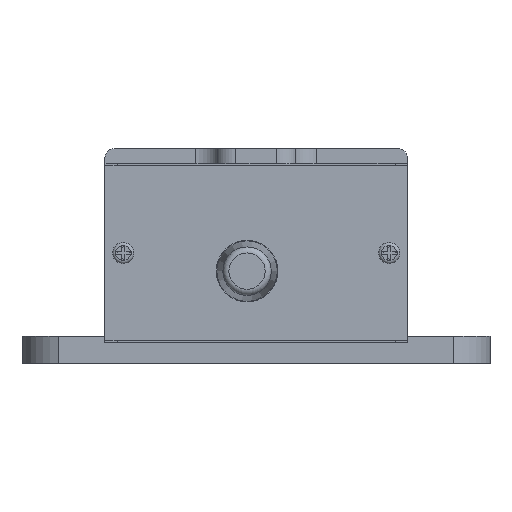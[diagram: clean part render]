
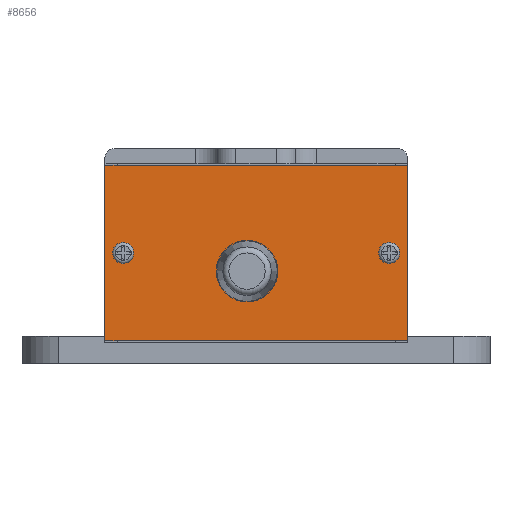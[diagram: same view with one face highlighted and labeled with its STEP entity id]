
A CAD part, front view. The second image highlights one B-rep face of the part: STEP entity #8656.
In plain terms, the highlighted planar face has unit normal (0, -1, 0).
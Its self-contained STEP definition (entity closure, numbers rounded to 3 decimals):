
#454=FACE_BOUND('',#1310,.T.);
#455=FACE_BOUND('',#1311,.T.);
#456=FACE_BOUND('',#1312,.T.);
#534=PLANE('',#9333);
#815=FACE_OUTER_BOUND('',#1309,.T.);
#1309=EDGE_LOOP('',(#5926,#5927,#5928,#5929));
#1310=EDGE_LOOP('',(#5930));
#1311=EDGE_LOOP('',(#5931));
#1312=EDGE_LOOP('',(#5932));
#1904=LINE('',#12729,#2625);
#1908=LINE('',#12737,#2629);
#1913=LINE('',#12749,#2634);
#1914=LINE('',#12750,#2635);
#2625=VECTOR('',#10255,10.);
#2629=VECTOR('',#10261,10.);
#2634=VECTOR('',#10272,10.);
#2635=VECTOR('',#10273,10.);
#3313=CIRCLE('',#9334,3.25);
#3314=CIRCLE('',#9335,1.);
#3315=CIRCLE('',#9336,1.);
#3703=VERTEX_POINT('',#12726);
#3704=VERTEX_POINT('',#12728);
#3707=VERTEX_POINT('',#12736);
#3711=VERTEX_POINT('',#12748);
#3712=VERTEX_POINT('',#12751);
#3713=VERTEX_POINT('',#12753);
#3714=VERTEX_POINT('',#12755);
#4584=EDGE_CURVE('',#3703,#3704,#1904,.T.);
#4588=EDGE_CURVE('',#3707,#3703,#1908,.T.);
#4594=EDGE_CURVE('',#3704,#3711,#1913,.T.);
#4595=EDGE_CURVE('',#3711,#3707,#1914,.T.);
#4596=EDGE_CURVE('',#3712,#3712,#3313,.T.);
#4597=EDGE_CURVE('',#3713,#3713,#3314,.T.);
#4598=EDGE_CURVE('',#3714,#3714,#3315,.T.);
#5926=ORIENTED_EDGE('',*,*,#4594,.F.);
#5927=ORIENTED_EDGE('',*,*,#4584,.F.);
#5928=ORIENTED_EDGE('',*,*,#4588,.F.);
#5929=ORIENTED_EDGE('',*,*,#4595,.F.);
#5930=ORIENTED_EDGE('',*,*,#4596,.T.);
#5931=ORIENTED_EDGE('',*,*,#4597,.T.);
#5932=ORIENTED_EDGE('',*,*,#4598,.T.);
#8656=ADVANCED_FACE('',(#815,#454,#455,#456),#534,.T.);
#9333=AXIS2_PLACEMENT_3D('',#12747,#10270,#10271);
#9334=AXIS2_PLACEMENT_3D('',#12752,#10274,#10275);
#9335=AXIS2_PLACEMENT_3D('',#12754,#10276,#10277);
#9336=AXIS2_PLACEMENT_3D('',#12756,#10278,#10279);
#10255=DIRECTION('',(-1.,0.,0.));
#10261=DIRECTION('',(0.,0.,-1.));
#10270=DIRECTION('center_axis',(0.,-1.,0.));
#10271=DIRECTION('ref_axis',(0.,0.,-1.));
#10272=DIRECTION('',(0.,0.,1.));
#10273=DIRECTION('',(1.,0.,0.));
#10274=DIRECTION('center_axis',(0.,1.,0.));
#10275=DIRECTION('ref_axis',(1.,0.,0.));
#10276=DIRECTION('center_axis',(0.,1.,0.));
#10277=DIRECTION('ref_axis',(1.,0.,0.));
#10278=DIRECTION('center_axis',(0.,1.,0.));
#10279=DIRECTION('ref_axis',(1.,0.,0.));
#12726=CARTESIAN_POINT('',(43.,-2.,0.));
#12728=CARTESIAN_POINT('',(-7.,-2.,0.));
#12729=CARTESIAN_POINT('',(-2.5,-2.,0.));
#12736=CARTESIAN_POINT('',(43.,-2.,29.));
#12737=CARTESIAN_POINT('',(43.,-2.,26.));
#12747=CARTESIAN_POINT('Origin',(18.,-2.,13.));
#12748=CARTESIAN_POINT('',(-7.,-2.,29.));
#12749=CARTESIAN_POINT('',(-7.,-2.,0.));
#12750=CARTESIAN_POINT('',(40.,-2.,29.));
#12751=CARTESIAN_POINT('',(13.25,-2.,11.5));
#12752=CARTESIAN_POINT('Origin',(16.5,-2.,11.5));
#12753=CARTESIAN_POINT('',(-5.,-2.,14.5));
#12754=CARTESIAN_POINT('Origin',(-4.,-2.,14.5));
#12755=CARTESIAN_POINT('',(39.,-2.,14.5));
#12756=CARTESIAN_POINT('Origin',(40.,-2.,14.5));
